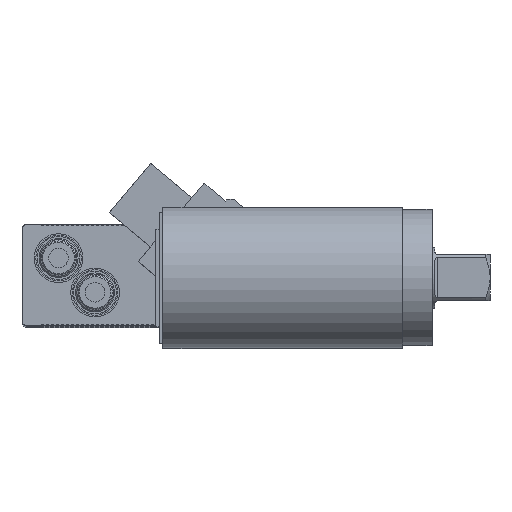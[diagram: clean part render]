
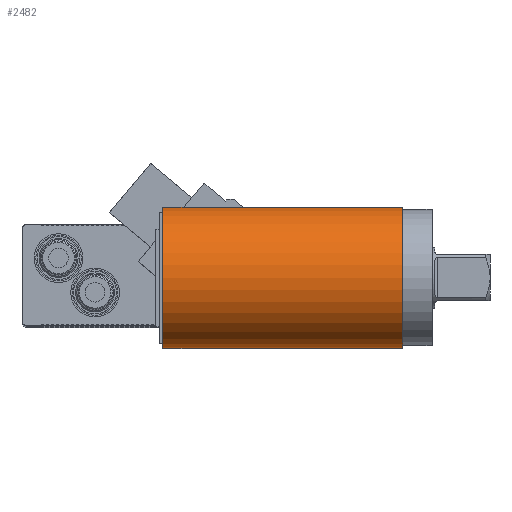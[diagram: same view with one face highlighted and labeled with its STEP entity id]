
A CAD part, top view. The second image highlights one B-rep face of the part: STEP entity #2482.
In plain terms, the highlighted cylindrical face has radius 29 mm (diameter 58 mm), a partial arc.
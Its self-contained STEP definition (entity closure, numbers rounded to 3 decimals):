
#2334=CARTESIAN_POINT('',(0.0,29.,98.5));
#2335=VERTEX_POINT('',#2334);
#2352=CARTESIAN_POINT('',(0.0,29.,0.0));
#2353=VERTEX_POINT('',#2352);
#2360=CARTESIAN_POINT('',(0.0,29.,0.0));
#2361=DIRECTION('',(0.0,0.0,1.0));
#2362=VECTOR('',#2361,98.5);
#2363=LINE('',#2360,#2362);
#2364=EDGE_CURVE('',#2353,#2335,#2363,.T.);
#2427=CARTESIAN_POINT('',(0.0,-29.,98.5));
#2428=VERTEX_POINT('',#2427);
#2435=CARTESIAN_POINT('',(0.0,-29.,0.0));
#2436=VERTEX_POINT('',#2435);
#2437=CARTESIAN_POINT('',(0.0,-29.,0.0));
#2438=DIRECTION('',(0.0,0.0,1.0));
#2439=VECTOR('',#2438,98.5);
#2440=LINE('',#2437,#2439);
#2441=EDGE_CURVE('',#2436,#2428,#2440,.T.);
#2459=CARTESIAN_POINT('',(0.0,0.0,0.0));
#2460=DIRECTION('',(0.0,0.0,1.0));
#2461=DIRECTION('',(0.0,1.0,0.0));
#2462=AXIS2_PLACEMENT_3D('',#2459,#2460,#2461);
#2463=CYLINDRICAL_SURFACE('',#2462,29.);
#2464=CARTESIAN_POINT('',(0.0,0.0,98.5));
#2465=DIRECTION('',(0.0,0.0,-1.0));
#2466=DIRECTION('',(0.0,1.0,0.0));
#2467=AXIS2_PLACEMENT_3D('',#2464,#2465,#2466);
#2468=CIRCLE('',#2467,29.);
#2469=EDGE_CURVE('',#2428,#2335,#2468,.T.);
#2470=ORIENTED_EDGE('',*,*,#2469,.T.);
#2471=ORIENTED_EDGE('',*,*,#2364,.F.);
#2472=CARTESIAN_POINT('',(0.0,0.0,0.0));
#2473=DIRECTION('',(0.0,0.0,1.0));
#2474=DIRECTION('',(0.0,1.0,0.0));
#2475=AXIS2_PLACEMENT_3D('',#2472,#2473,#2474);
#2476=CIRCLE('',#2475,29.);
#2477=EDGE_CURVE('',#2353,#2436,#2476,.T.);
#2478=ORIENTED_EDGE('',*,*,#2477,.T.);
#2479=ORIENTED_EDGE('',*,*,#2441,.T.);
#2480=EDGE_LOOP('',(#2470,#2471,#2478,#2479));
#2481=FACE_OUTER_BOUND('',#2480,.T.);
#2482=ADVANCED_FACE('',(#2481),#2463,.T.);
